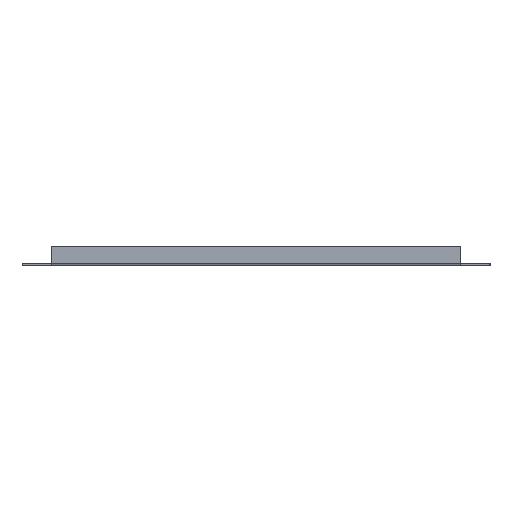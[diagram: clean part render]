
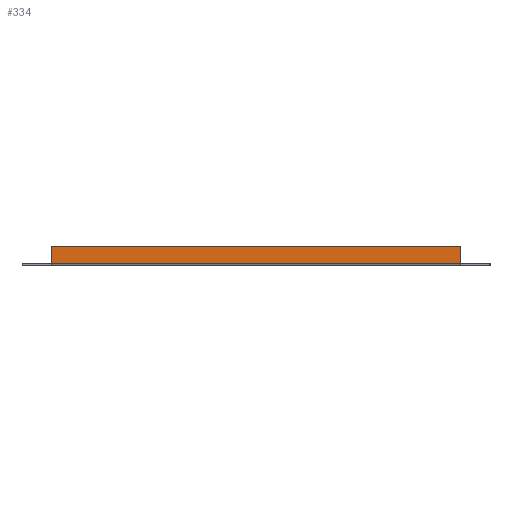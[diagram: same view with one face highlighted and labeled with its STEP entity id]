
A CAD part, left-side view. The second image highlights one B-rep face of the part: STEP entity #334.
In plain terms, the highlighted planar face has unit normal (-1, 0, 0).
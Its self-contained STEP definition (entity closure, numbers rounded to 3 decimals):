
#277 = AXIS2_PLACEMENT_3D ( 'NONE', #585, #598, #596 ) ;
#334 = ADVANCED_FACE ( 'NONE', ( #1794 ), #589, .F. ) ;
#460 = VERTEX_POINT ( 'NONE', #882 ) ;
#583 = VERTEX_POINT ( 'NONE', #831 ) ;
#585 = CARTESIAN_POINT ( 'NONE',  ( -825., -210., 2.5 ) ) ;
#589 = PLANE ( 'NONE',  #277 ) ;
#596 = DIRECTION ( 'NONE',  ( 0., 0., -1. ) ) ;
#598 = DIRECTION ( 'NONE',  ( 1., 0., 0. ) ) ;
#739 = DIRECTION ( 'NONE',  ( 0., 0., 1. ) ) ;
#796 = CARTESIAN_POINT ( 'NONE',  ( -825., -210., 20. ) ) ;
#831 = CARTESIAN_POINT ( 'NONE',  ( -825., 210., 2.51 ) ) ;
#882 = CARTESIAN_POINT ( 'NONE',  ( -825., -210., 20. ) ) ;
#1135 = VECTOR ( 'NONE', #1616, 1000. ) ;
#1136 = LINE ( 'NONE', #1514, #1135 ) ;
#1178 = LINE ( 'NONE', #1427, #1179 ) ;
#1179 = VECTOR ( 'NONE', #1426, 1000. ) ;
#1368 = EDGE_CURVE ( 'NONE', #1830, #460, #2138, .T. ) ;
#1371 = EDGE_CURVE ( 'NONE', #1830, #583, #2122, .T. ) ;
#1413 = EDGE_CURVE ( 'NONE', #1853, #583, #1178, .T. ) ;
#1426 = DIRECTION ( 'NONE',  ( 0., 0., -1. ) ) ;
#1427 = CARTESIAN_POINT ( 'NONE',  ( -825., 210., 2.5 ) ) ;
#1490 = CARTESIAN_POINT ( 'NONE',  ( -825., -210., 2.51 ) ) ;
#1491 = DIRECTION ( 'NONE',  ( 0., 1., 0. ) ) ;
#1514 = CARTESIAN_POINT ( 'NONE',  ( -825., 210., 20. ) ) ;
#1601 = CARTESIAN_POINT ( 'NONE',  ( -825., -210., 2.51 ) ) ;
#1616 = DIRECTION ( 'NONE',  ( 0., 1., 0. ) ) ;
#1622 = CARTESIAN_POINT ( 'NONE',  ( -825., 210., 20. ) ) ;
#1794 = FACE_OUTER_BOUND ( 'NONE', #1949, .T. ) ;
#1830 = VERTEX_POINT ( 'NONE', #1601 ) ;
#1853 = VERTEX_POINT ( 'NONE', #1622 ) ;
#1901 = EDGE_CURVE ( 'NONE', #460, #1853, #1136, .T. ) ;
#1949 = EDGE_LOOP ( 'NONE', ( #2037, #2020, #2045, #2003 ) ) ;
#2003 = ORIENTED_EDGE ( 'NONE', *, *, #1413, .T. ) ;
#2020 = ORIENTED_EDGE ( 'NONE', *, *, #1368, .T. ) ;
#2037 = ORIENTED_EDGE ( 'NONE', *, *, #1371, .F. ) ;
#2045 = ORIENTED_EDGE ( 'NONE', *, *, #1901, .T. ) ;
#2122 = LINE ( 'NONE', #1490, #2181 ) ;
#2138 = LINE ( 'NONE', #796, #2147 ) ;
#2147 = VECTOR ( 'NONE', #739, 1000. ) ;
#2181 = VECTOR ( 'NONE', #1491, 1000. ) ;
